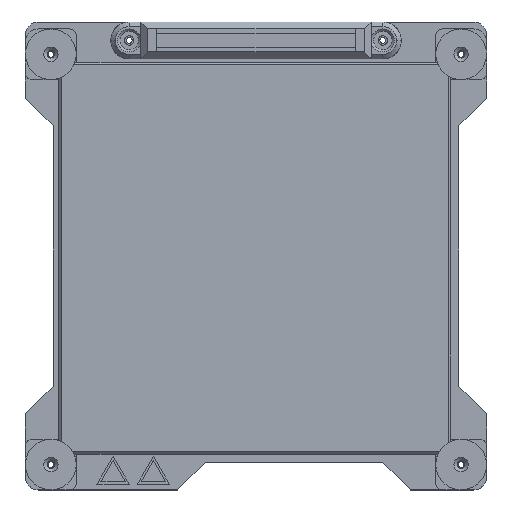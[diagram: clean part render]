
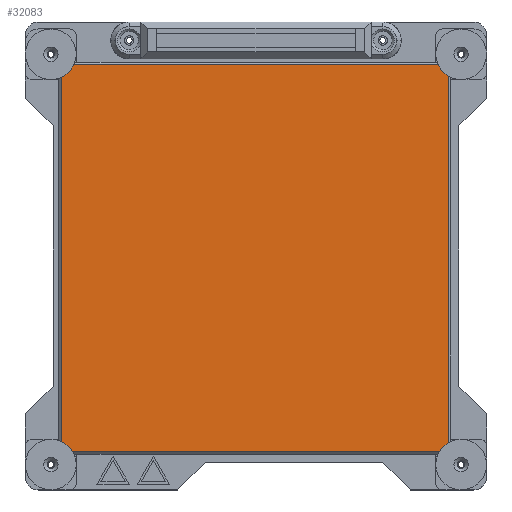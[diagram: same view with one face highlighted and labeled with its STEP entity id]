
A CAD part, top view. The second image highlights one B-rep face of the part: STEP entity #32083.
In plain terms, the highlighted planar face has unit normal (0, 0, 1).
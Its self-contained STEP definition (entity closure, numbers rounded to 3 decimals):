
#31468 = PLANE('',#31469);
#31469 = AXIS2_PLACEMENT_3D('',#31470,#31471,#31472);
#31470 = CARTESIAN_POINT('',(14.5,16.,12.675));
#31471 = DIRECTION('',(0.,-0.707,0.707));
#31472 = DIRECTION('',(1.,0.,0.));
#31581 = PLANE('',#31582);
#31582 = AXIS2_PLACEMENT_3D('',#31583,#31584,#31585);
#31583 = CARTESIAN_POINT('',(15.,185.5,12.675));
#31584 = DIRECTION('',(-0.707,0.,0.707));
#31585 = DIRECTION('',(0.,-1.,0.));
#31705 = VERTEX_POINT('',#31706);
#31706 = CARTESIAN_POINT('',(15.5,16.5,13.175));
#31729 = VERTEX_POINT('',#31730);
#31730 = CARTESIAN_POINT('',(183.5,16.5,13.175));
#31744 = PLANE('',#31745);
#31745 = AXIS2_PLACEMENT_3D('',#31746,#31747,#31748);
#31746 = CARTESIAN_POINT('',(184.,15.5,12.675));
#31747 = DIRECTION('',(0.707,0.,0.707));
#31748 = DIRECTION('',(0.,1.,0.));
#31756 = EDGE_CURVE('',#31705,#31729,#31757,.T.);
#31757 = SURFACE_CURVE('',#31758,(#31762,#31769),.PCURVE_S1.);
#31758 = LINE('',#31759,#31760);
#31759 = CARTESIAN_POINT('',(14.5,16.5,13.175));
#31760 = VECTOR('',#31761,1.);
#31761 = DIRECTION('',(1.,0.,0.));
#31762 = PCURVE('',#31468,#31763);
#31763 = DEFINITIONAL_REPRESENTATION('',(#31764),#31768);
#31764 = LINE('',#31765,#31766);
#31765 = CARTESIAN_POINT('',(0.,0.707));
#31766 = VECTOR('',#31767,1.);
#31767 = DIRECTION('',(1.,0.));
#31768 = ( GEOMETRIC_REPRESENTATION_CONTEXT(2) 
PARAMETRIC_REPRESENTATION_CONTEXT() REPRESENTATION_CONTEXT('2D SPACE',''
  ) );
#31769 = PCURVE('',#31770,#31775);
#31770 = PLANE('',#31771);
#31771 = AXIS2_PLACEMENT_3D('',#31772,#31773,#31774);
#31772 = CARTESIAN_POINT('',(14.5,15.5,13.175));
#31773 = DIRECTION('',(0.,0.,-1.));
#31774 = DIRECTION('',(-1.,0.,0.));
#31775 = DEFINITIONAL_REPRESENTATION('',(#31776),#31780);
#31776 = LINE('',#31777,#31778);
#31777 = CARTESIAN_POINT('',(0.,1.));
#31778 = VECTOR('',#31779,1.);
#31779 = DIRECTION('',(-1.,0.));
#31780 = ( GEOMETRIC_REPRESENTATION_CONTEXT(2) 
PARAMETRIC_REPRESENTATION_CONTEXT() REPRESENTATION_CONTEXT('2D SPACE',''
  ) );
#31871 = PLANE('',#31872);
#31872 = AXIS2_PLACEMENT_3D('',#31873,#31874,#31875);
#31873 = CARTESIAN_POINT('',(184.5,185.,12.675));
#31874 = DIRECTION('',(0.,0.707,0.707));
#31875 = DIRECTION('',(-1.,0.,0.));
#31963 = VERTEX_POINT('',#31964);
#31964 = CARTESIAN_POINT('',(15.5,184.5,13.175));
#31987 = EDGE_CURVE('',#31963,#31705,#31988,.T.);
#31988 = SURFACE_CURVE('',#31989,(#31993,#32000),.PCURVE_S1.);
#31989 = LINE('',#31990,#31991);
#31990 = CARTESIAN_POINT('',(15.5,185.5,13.175));
#31991 = VECTOR('',#31992,1.);
#31992 = DIRECTION('',(0.,-1.,0.));
#31993 = PCURVE('',#31581,#31994);
#31994 = DEFINITIONAL_REPRESENTATION('',(#31995),#31999);
#31995 = LINE('',#31996,#31997);
#31996 = CARTESIAN_POINT('',(0.,0.707));
#31997 = VECTOR('',#31998,1.);
#31998 = DIRECTION('',(1.,0.));
#31999 = ( GEOMETRIC_REPRESENTATION_CONTEXT(2) 
PARAMETRIC_REPRESENTATION_CONTEXT() REPRESENTATION_CONTEXT('2D SPACE',''
  ) );
#32000 = PCURVE('',#31770,#32001);
#32001 = DEFINITIONAL_REPRESENTATION('',(#32002),#32006);
#32002 = LINE('',#32003,#32004);
#32003 = CARTESIAN_POINT('',(-1.,170.));
#32004 = VECTOR('',#32005,1.);
#32005 = DIRECTION('',(0.,-1.));
#32006 = ( GEOMETRIC_REPRESENTATION_CONTEXT(2) 
PARAMETRIC_REPRESENTATION_CONTEXT() REPRESENTATION_CONTEXT('2D SPACE',''
  ) );
#32083 = ADVANCED_FACE('',(#32084),#31770,.F.);
#32084 = FACE_BOUND('',#32085,.F.);
#32085 = EDGE_LOOP('',(#32086,#32087,#32088,#32111));
#32086 = ORIENTED_EDGE('',*,*,#31756,.F.);
#32087 = ORIENTED_EDGE('',*,*,#31987,.F.);
#32088 = ORIENTED_EDGE('',*,*,#32089,.F.);
#32089 = EDGE_CURVE('',#32090,#31963,#32092,.T.);
#32090 = VERTEX_POINT('',#32091);
#32091 = CARTESIAN_POINT('',(183.5,184.5,13.175));
#32092 = SURFACE_CURVE('',#32093,(#32097,#32104),.PCURVE_S1.);
#32093 = LINE('',#32094,#32095);
#32094 = CARTESIAN_POINT('',(184.5,184.5,13.175));
#32095 = VECTOR('',#32096,1.);
#32096 = DIRECTION('',(-1.,0.,0.));
#32097 = PCURVE('',#31770,#32098);
#32098 = DEFINITIONAL_REPRESENTATION('',(#32099),#32103);
#32099 = LINE('',#32100,#32101);
#32100 = CARTESIAN_POINT('',(-170.,169.));
#32101 = VECTOR('',#32102,1.);
#32102 = DIRECTION('',(1.,0.));
#32103 = ( GEOMETRIC_REPRESENTATION_CONTEXT(2) 
PARAMETRIC_REPRESENTATION_CONTEXT() REPRESENTATION_CONTEXT('2D SPACE',''
  ) );
#32104 = PCURVE('',#31871,#32105);
#32105 = DEFINITIONAL_REPRESENTATION('',(#32106),#32110);
#32106 = LINE('',#32107,#32108);
#32107 = CARTESIAN_POINT('',(0.,0.707));
#32108 = VECTOR('',#32109,1.);
#32109 = DIRECTION('',(1.,0.));
#32110 = ( GEOMETRIC_REPRESENTATION_CONTEXT(2) 
PARAMETRIC_REPRESENTATION_CONTEXT() REPRESENTATION_CONTEXT('2D SPACE',''
  ) );
#32111 = ORIENTED_EDGE('',*,*,#32112,.F.);
#32112 = EDGE_CURVE('',#31729,#32090,#32113,.T.);
#32113 = SURFACE_CURVE('',#32114,(#32118,#32125),.PCURVE_S1.);
#32114 = LINE('',#32115,#32116);
#32115 = CARTESIAN_POINT('',(183.5,15.5,13.175));
#32116 = VECTOR('',#32117,1.);
#32117 = DIRECTION('',(0.,1.,0.));
#32118 = PCURVE('',#31770,#32119);
#32119 = DEFINITIONAL_REPRESENTATION('',(#32120),#32124);
#32120 = LINE('',#32121,#32122);
#32121 = CARTESIAN_POINT('',(-169.,0.));
#32122 = VECTOR('',#32123,1.);
#32123 = DIRECTION('',(0.,1.));
#32124 = ( GEOMETRIC_REPRESENTATION_CONTEXT(2) 
PARAMETRIC_REPRESENTATION_CONTEXT() REPRESENTATION_CONTEXT('2D SPACE',''
  ) );
#32125 = PCURVE('',#31744,#32126);
#32126 = DEFINITIONAL_REPRESENTATION('',(#32127),#32131);
#32127 = LINE('',#32128,#32129);
#32128 = CARTESIAN_POINT('',(0.,0.707));
#32129 = VECTOR('',#32130,1.);
#32130 = DIRECTION('',(1.,0.));
#32131 = ( GEOMETRIC_REPRESENTATION_CONTEXT(2) 
PARAMETRIC_REPRESENTATION_CONTEXT() REPRESENTATION_CONTEXT('2D SPACE',''
  ) );
